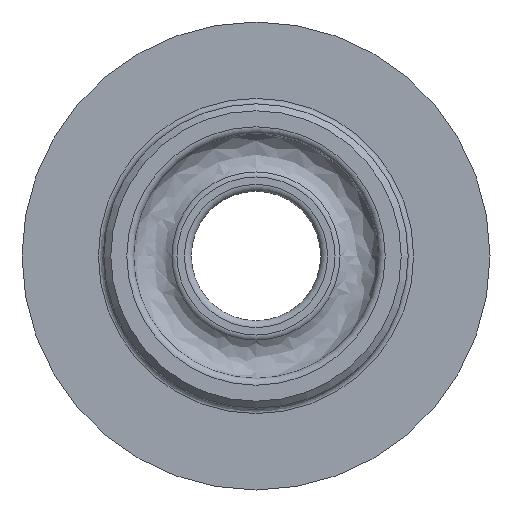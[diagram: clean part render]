
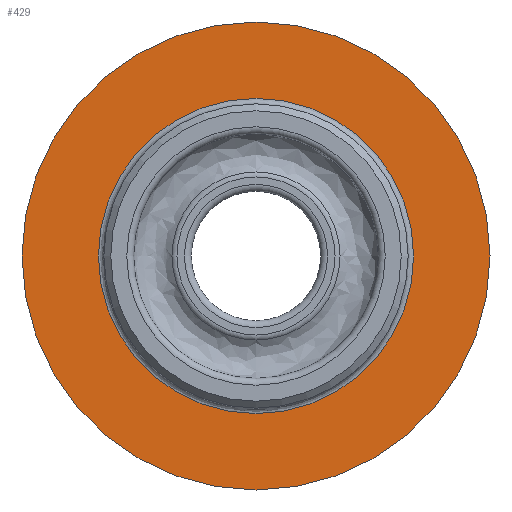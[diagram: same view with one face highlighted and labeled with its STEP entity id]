
A CAD part, left-side view. The second image highlights one B-rep face of the part: STEP entity #429.
In plain terms, the highlighted planar face has unit normal (-1, 0, 0).
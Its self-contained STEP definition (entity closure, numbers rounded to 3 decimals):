
#395=CARTESIAN_POINT('',(1.8,11.45,0.0));
#396=VERTEX_POINT('',#395);
#397=CARTESIAN_POINT('',(1.8,0.0,0.0));
#398=DIRECTION('',(1.0,0.0,0.0));
#399=DIRECTION('',(0.0,1.0,0.0));
#400=AXIS2_PLACEMENT_3D('',#397,#398,#399);
#401=CIRCLE('',#400,11.45);
#402=EDGE_CURVE('',#396,#396,#401,.T.);
#410=CARTESIAN_POINT('',(1.8,14.225,0.0));
#411=DIRECTION('',(-1.0,0.0,0.0));
#412=DIRECTION('',(0.0,0.0,1.0));
#413=AXIS2_PLACEMENT_3D('',#410,#411,#412);
#414=PLANE('',#413);
#415=CARTESIAN_POINT('',(1.8,17.0,0.0));
#416=VERTEX_POINT('',#415);
#417=CARTESIAN_POINT('',(1.8,0.0,0.0));
#418=DIRECTION('',(1.0,0.0,0.0));
#419=DIRECTION('',(0.0,1.0,0.0));
#420=AXIS2_PLACEMENT_3D('',#417,#418,#419);
#421=CIRCLE('',#420,17.0);
#422=EDGE_CURVE('',#416,#416,#421,.T.);
#423=ORIENTED_EDGE('',*,*,#422,.F.);
#424=EDGE_LOOP('',(#423));
#425=FACE_OUTER_BOUND('',#424,.T.);
#426=ORIENTED_EDGE('',*,*,#402,.T.);
#427=EDGE_LOOP('',(#426));
#428=FACE_BOUND('',#427,.T.);
#429=ADVANCED_FACE('',(#425,#428),#414,.T.);
